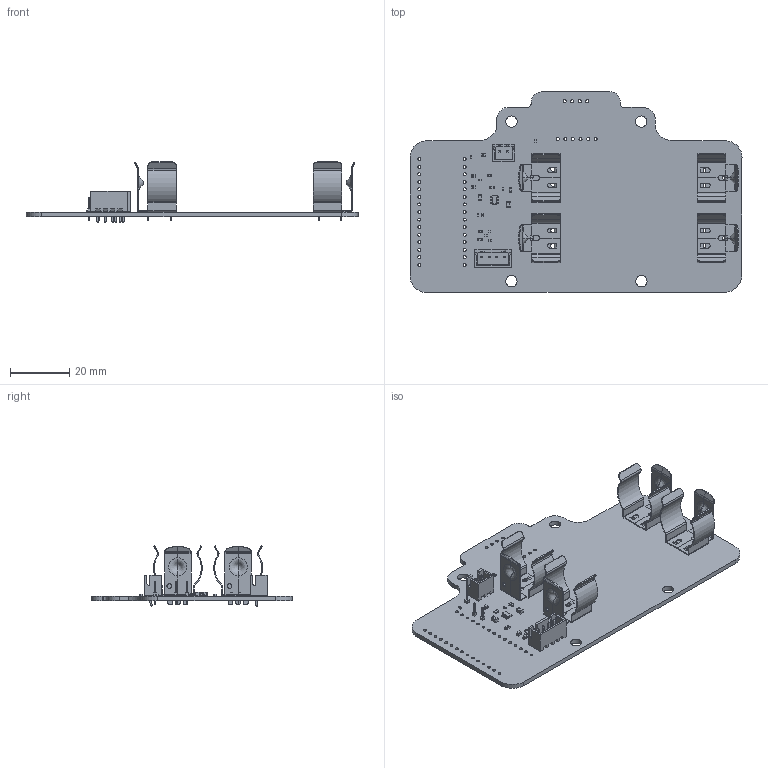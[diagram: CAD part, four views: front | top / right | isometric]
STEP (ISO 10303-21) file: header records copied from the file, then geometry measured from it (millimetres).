
FILE_DESCRIPTION(('KiCad electronic assembly'),'2;1');
FILE_NAME('ROCKETRY Camera PCB.step','2025-02-15T18:01:48',('Pcbnew'),( 'Kicad'),'Open CASCADE STEP processor 7.7','KiCad to STEP converter' ,'Unknown');
FILE_SCHEMA(('AUTOMOTIVE_DESIGN { 1 0 10303 214 1 1 1 1 }'));
Length unit declared in the file: millimetre
Products named in the file (24): ROCKETRY Camera PCB 1; R_0603_1608Metric; JST_XH_B4B-XH-A_1x04_P2.50mm_Vertical; JST_B4B_XH_A; C_0402_1005Metric; C_0603_1608Metric; LED_0603_1608Metric; PinHeader_1x01_P1.00mm_Vertical; PinHeader_1x01_P100mm_Vertical; R_0402_1005Metric; BatteryClip_Keystone_54_D16-19mm; BatteryClip_Keystone_54_16-19mm; JST_XH_B2B-XH-A_1x02_P2.50mm_Vertical; JST_B2B_XH_A; C_0805_2012Metric; TSOT-23-6; TSOT_23_6; _autosave-ROCKETRY Camera PCB_PCB
Assembly tree (38 placements, depth 3):
  ROCKETRY Camera PCB 1
    R_0603_1608Metric
      R_0603_1608Metric
    JST_XH_B4B-XH-A_1x04_P2.50mm_Vertical
      JST_B4B_XH_A
    C_0402_1005Metric  x5
      C_0402_1005Metric
    C_0603_1608Metric
      C_0603_1608Metric
    LED_0603_1608Metric  x3
      LED_0603_1608Metric
    PinHeader_1x01_P1.00mm_Vertical  x3
      PinHeader_1x01_P100mm_Vertical
    R_0402_1005Metric  x4
      R_0402_1005Metric
    BatteryClip_Keystone_54_D16-19mm  x4
      BatteryClip_Keystone_54_16-19mm
    JST_XH_B2B-XH-A_1x02_P2.50mm_Vertical
      JST_B2B_XH_A
    C_0805_2012Metric  x2
      C_0805_2012Metric
    TSOT-23-6
      TSOT_23_6
    _autosave-ROCKETRY Camera PCB_PCB
Bounding box: 111.8 x 67.69 x 20.21 mm (x, y, z)
Volume: 11417.5 mm3; surface area: 20085.1 mm2
Topology: 31 solids, 31 shells, 1606 faces, 4121 edges, 2598 vertices
Faces by surface type: plane 1095, cylinder 457, bspline 30, revolution 16, extrusion 8
Full cylindrical faces by diameter (mm): 0.5 x3, 0.95 x4, 1 x32, 1.016 x10, 1.575 x4, 1.829 x12, 3.81 x4
Entity records: 29289 total; most frequent: CARTESIAN_POINT 4626, ORIENTED_EDGE 4188, DIRECTION 4114, EDGE_CURVE 2094, VECTOR 1606, LINE 1604, VERTEX_POINT 1338, AXIS2_PLACEMENT_3D 1252
